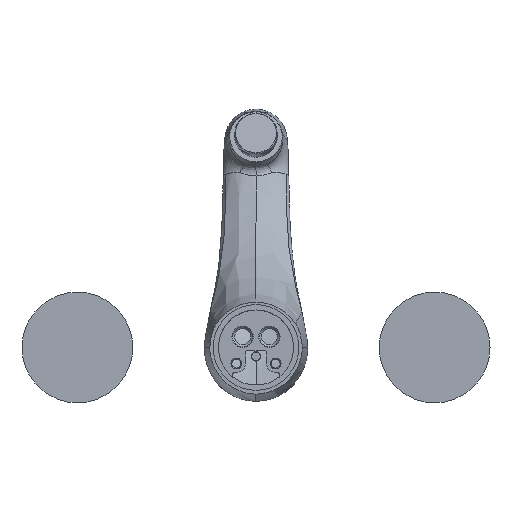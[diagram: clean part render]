
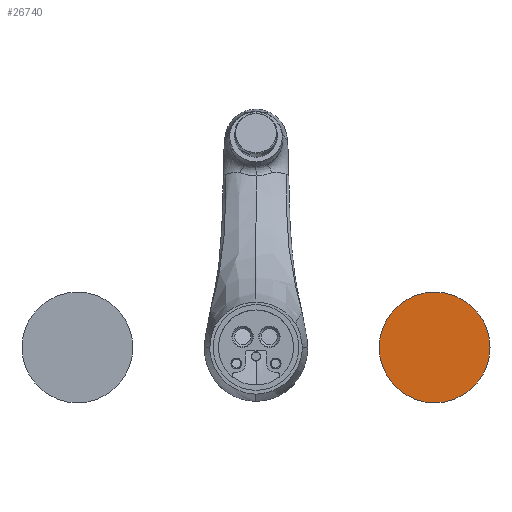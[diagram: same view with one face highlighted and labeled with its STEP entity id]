
A CAD part, front view. The second image highlights one B-rep face of the part: STEP entity #26740.
In plain terms, the highlighted planar face has unit normal (0, -1, 0).
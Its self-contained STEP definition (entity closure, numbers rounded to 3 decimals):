
#22805=CARTESIAN_POINT('',(100.,0.,0.));
#22806=DIRECTION('',(0.,-1.,0.));
#22807=DIRECTION('',(1.,0.,0.));
#22808=AXIS2_PLACEMENT_3D('',#22805,#22806,#22807);
#22819=CARTESIAN_POINT('',(100.,0.,0.));
#22820=DIRECTION('',(0.,1.,0.));
#22821=DIRECTION('',(1.,0.,0.));
#22822=AXIS2_PLACEMENT_3D('',#22819,#22820,#22821);
#23516=CARTESIAN_POINT('',(131.,0.,0.));
#23517=CARTESIAN_POINT('',(69.,0.,0.));
#23518=VERTEX_POINT('',#23516);
#23519=VERTEX_POINT('',#23517);
#26731=CARTESIAN_POINT('',(100.,0.,0.));
#26732=DIRECTION('',(0.,-1.,0.));
#26733=DIRECTION('',(-1.,0.,0.));
#26734=AXIS2_PLACEMENT_3D('',#26731,#26732,#26733);
#26735=PLANE('',#26734);
#26736=ORIENTED_EDGE('',*,*,#26718,.T.);
#26737=ORIENTED_EDGE('',*,*,#26697,.F.);
#26738=EDGE_LOOP('',(#26736,#26737));
#26739=FACE_OUTER_BOUND('',#26738,.F.);
#26740=ADVANCED_FACE('',(#26739),#26735,.T.);
#22809=CIRCLE('',#22808,31.);
#22823=CIRCLE('',#22822,31.);
#26697=EDGE_CURVE('',#23518,#23519,#22809,.T.);
#26718=EDGE_CURVE('',#23518,#23519,#22823,.T.);
